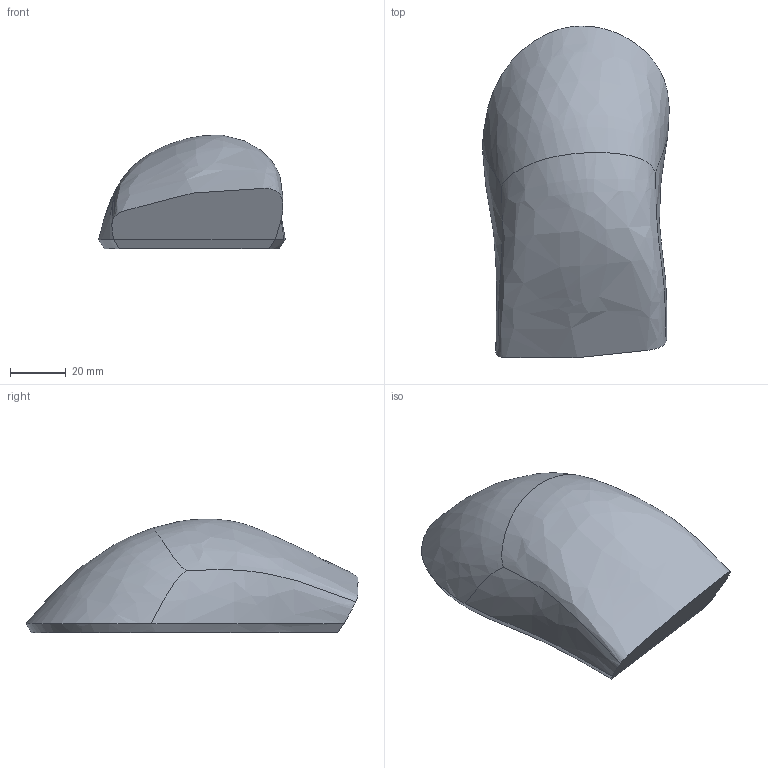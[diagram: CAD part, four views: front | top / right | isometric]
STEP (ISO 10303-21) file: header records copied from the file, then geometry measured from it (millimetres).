
FILE_DESCRIPTION(/* description */ (''),/* implementation_level */ '2;1');
FILE_NAME(/* name */ 'ec3.step',/* time_stamp */ '2022-09-07T22:28:53+08:00',/* author */ (''),/* organization */ (''),/* preprocessor_version */ 'ST-DEVELOPER v19',/* originating_system */ 'Autodesk Translation Framework v11.7.0.108',/* authorisation */ '');
FILE_SCHEMA (('AUTOMOTIVE_DESIGN { 1 0 10303 214 3 1 1 }'));
Length unit declared in the file: millimetre
Products named in the file (1): ec3
Bounding box: 67.06 x 119.3 x 40.81 mm (x, y, z)
Volume: 28210.2 mm3; surface area: 37610.3 mm2
Topology: 1 solids, 2 shells, 16 faces, 40 edges, 28 vertices
Faces by surface type: bspline 14, plane 2
Entity records: 5465 total; most frequent: CARTESIAN_POINT 5159, ORIENTED_EDGE 80, EDGE_CURVE 40, B_SPLINE_CURVE_WITH_KNOTS 37, VERTEX_POINT 28, FACE_OUTER_BOUND 16, EDGE_LOOP 16, ADVANCED_FACE 16
